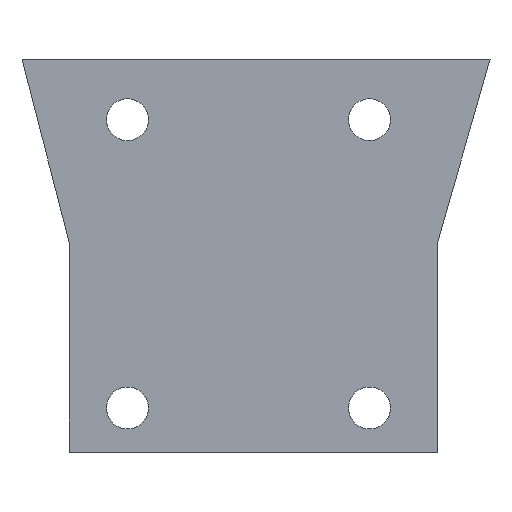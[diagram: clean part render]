
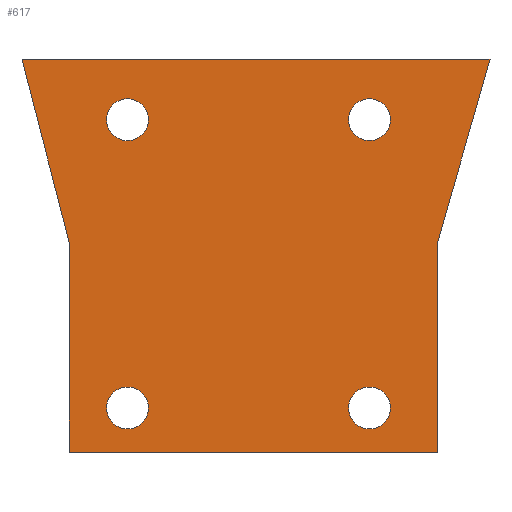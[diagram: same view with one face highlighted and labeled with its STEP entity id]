
A CAD part, front view. The second image highlights one B-rep face of the part: STEP entity #617.
In plain terms, the highlighted planar face has unit normal (0, -1, 0).
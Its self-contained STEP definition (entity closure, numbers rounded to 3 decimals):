
#33=FACE_BOUND('',#137,.T.);
#34=FACE_BOUND('',#138,.T.);
#35=FACE_BOUND('',#139,.T.);
#36=FACE_BOUND('',#140,.T.);
#56=PLANE('',#695);
#89=FACE_OUTER_BOUND('',#136,.T.);
#136=EDGE_LOOP('',(#545,#546,#547,#548,#549,#550,#551,#552));
#137=EDGE_LOOP('',(#553));
#138=EDGE_LOOP('',(#554));
#139=EDGE_LOOP('',(#555));
#140=EDGE_LOOP('',(#556));
#166=LINE('',#929,#225);
#170=LINE('',#936,#229);
#177=LINE('',#951,#236);
#180=LINE('',#956,#239);
#183=LINE('',#962,#242);
#200=LINE('',#1031,#259);
#201=LINE('',#1032,#260);
#202=LINE('',#1033,#261);
#225=VECTOR('',#750,10.);
#229=VECTOR('',#756,10.);
#236=VECTOR('',#769,10.);
#239=VECTOR('',#774,10.);
#242=VECTOR('',#779,10.);
#259=VECTOR('',#860,10.);
#260=VECTOR('',#861,10.);
#261=VECTOR('',#862,10.);
#277=CIRCLE('',#686,1.6);
#278=CIRCLE('',#688,1.6);
#279=CIRCLE('',#690,1.6);
#280=CIRCLE('',#692,1.6);
#302=VERTEX_POINT('',#927);
#303=VERTEX_POINT('',#928);
#305=VERTEX_POINT('',#935);
#309=VERTEX_POINT('',#949);
#310=VERTEX_POINT('',#950);
#311=VERTEX_POINT('',#955);
#313=VERTEX_POINT('',#961);
#326=VERTEX_POINT('',#1003);
#327=VERTEX_POINT('',#1007);
#328=VERTEX_POINT('',#1011);
#329=VERTEX_POINT('',#1015);
#333=VERTEX_POINT('',#1030);
#361=EDGE_CURVE('',#302,#303,#166,.T.);
#365=EDGE_CURVE('',#305,#302,#170,.T.);
#372=EDGE_CURVE('',#309,#310,#177,.T.);
#375=EDGE_CURVE('',#311,#309,#180,.T.);
#378=EDGE_CURVE('',#313,#311,#183,.T.);
#397=EDGE_CURVE('',#326,#326,#277,.T.);
#399=EDGE_CURVE('',#327,#327,#278,.T.);
#401=EDGE_CURVE('',#328,#328,#279,.T.);
#403=EDGE_CURVE('',#329,#329,#280,.T.);
#411=EDGE_CURVE('',#303,#333,#200,.T.);
#412=EDGE_CURVE('',#310,#305,#201,.T.);
#413=EDGE_CURVE('',#333,#313,#202,.T.);
#545=ORIENTED_EDGE('',*,*,#411,.F.);
#546=ORIENTED_EDGE('',*,*,#361,.F.);
#547=ORIENTED_EDGE('',*,*,#365,.F.);
#548=ORIENTED_EDGE('',*,*,#412,.F.);
#549=ORIENTED_EDGE('',*,*,#372,.F.);
#550=ORIENTED_EDGE('',*,*,#375,.F.);
#551=ORIENTED_EDGE('',*,*,#378,.F.);
#552=ORIENTED_EDGE('',*,*,#413,.F.);
#553=ORIENTED_EDGE('',*,*,#397,.T.);
#554=ORIENTED_EDGE('',*,*,#399,.T.);
#555=ORIENTED_EDGE('',*,*,#401,.T.);
#556=ORIENTED_EDGE('',*,*,#403,.T.);
#617=ADVANCED_FACE('',(#89,#33,#34,#35,#36),#56,.T.);
#686=AXIS2_PLACEMENT_3D('',#1004,#830,#831);
#688=AXIS2_PLACEMENT_3D('',#1008,#835,#836);
#690=AXIS2_PLACEMENT_3D('',#1012,#840,#841);
#692=AXIS2_PLACEMENT_3D('',#1016,#845,#846);
#695=AXIS2_PLACEMENT_3D('',#1029,#858,#859);
#750=DIRECTION('',(0.,0.,-1.));
#756=DIRECTION('',(-0.275,0.,-0.961));
#769=DIRECTION('',(-0.25,0.,0.968));
#774=DIRECTION('',(0.,0.,1.));
#779=DIRECTION('',(-1.,0.,0.));
#830=DIRECTION('center_axis',(0.,1.,0.));
#831=DIRECTION('ref_axis',(-1.,0.,0.));
#835=DIRECTION('center_axis',(0.,1.,0.));
#836=DIRECTION('ref_axis',(-1.,0.,0.));
#840=DIRECTION('center_axis',(0.,1.,0.));
#841=DIRECTION('ref_axis',(-1.,0.,0.));
#845=DIRECTION('center_axis',(0.,1.,0.));
#846=DIRECTION('ref_axis',(-1.,0.,0.));
#858=DIRECTION('center_axis',(0.,-1.,0.));
#859=DIRECTION('ref_axis',(1.,0.,0.));
#860=DIRECTION('',(-1.,0.,0.));
#861=DIRECTION('',(1.,0.,0.));
#862=DIRECTION('',(0.,0.,1.));
#927=CARTESIAN_POINT('',(23.098,4.574,11.034));
#928=CARTESIAN_POINT('',(23.098,4.574,-5.));
#929=CARTESIAN_POINT('',(23.098,4.574,25.));
#935=CARTESIAN_POINT('',(27.098,4.574,25.));
#936=CARTESIAN_POINT('',(27.098,4.574,25.));
#949=CARTESIAN_POINT('',(-5.014,4.574,11.034));
#950=CARTESIAN_POINT('',(-8.62,4.574,25.));
#951=CARTESIAN_POINT('',(-5.014,4.574,11.034));
#955=CARTESIAN_POINT('',(-5.014,4.574,-4.966));
#956=CARTESIAN_POINT('',(-5.014,4.574,-4.966));
#961=CARTESIAN_POINT('',(-3.174,4.574,-4.966));
#962=CARTESIAN_POINT('',(-3.174,4.574,-4.966));
#1003=CARTESIAN_POINT('',(19.499,4.574,-1.6));
#1004=CARTESIAN_POINT('Origin',(17.899,4.574,-1.6));
#1007=CARTESIAN_POINT('',(1.026,4.574,-1.6));
#1008=CARTESIAN_POINT('Origin',(-0.574,4.574,-1.6));
#1011=CARTESIAN_POINT('',(1.026,4.574,20.4));
#1012=CARTESIAN_POINT('Origin',(-0.574,4.574,20.4));
#1015=CARTESIAN_POINT('',(19.499,4.574,20.4));
#1016=CARTESIAN_POINT('Origin',(17.899,4.574,20.4));
#1029=CARTESIAN_POINT('Origin',(-3.174,4.574,-5.));
#1030=CARTESIAN_POINT('',(-3.174,4.574,-5.));
#1031=CARTESIAN_POINT('',(20.499,4.574,-5.));
#1032=CARTESIAN_POINT('',(-8.62,4.574,25.));
#1033=CARTESIAN_POINT('',(-3.174,4.574,-5.));
